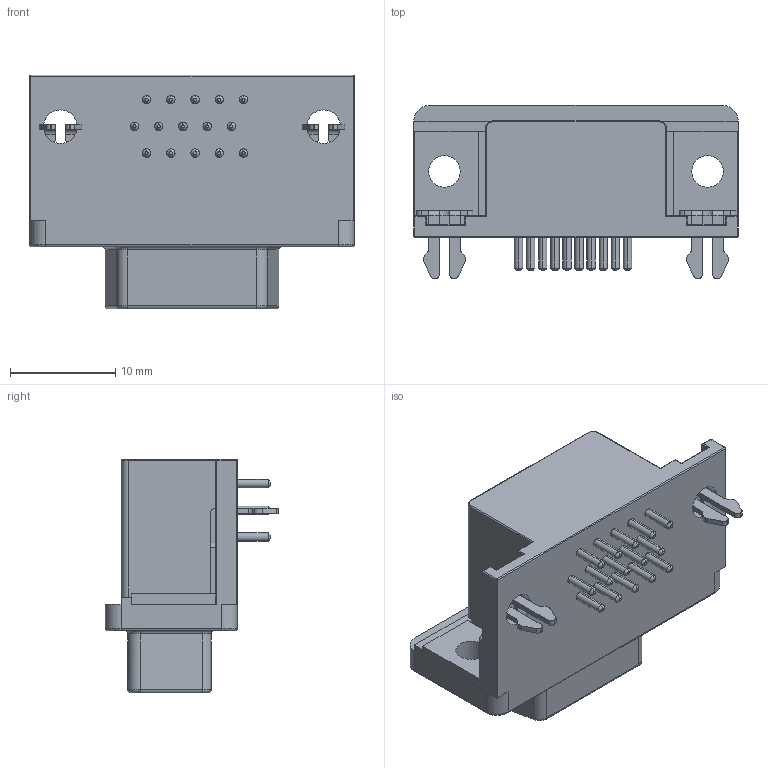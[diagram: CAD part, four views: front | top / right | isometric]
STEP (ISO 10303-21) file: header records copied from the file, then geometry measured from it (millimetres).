
FILE_DESCRIPTION(('FreeCAD Model'),'2;1');
FILE_NAME('VGAblack.step', '2020-10-24T17:33:25',('Author'),(''), 'Open CASCADE STEP processor 7.3','FreeCAD','Unknown');
FILE_SCHEMA(('AUTOMOTIVE_DESIGN { 1 0 10303 214 1 1 1 1 }'));
Length unit declared in the file: millimetre
Products named in the file (1): HDL_15-SL-B
Bounding box: 30.8 x 16.47 x 22.2 mm (x, y, z)
Volume: 4387.2 mm3; surface area: 3761.9 mm2
Topology: 1 solids, 1 shells, 366 faces, 871 edges, 535 vertices
Faces by surface type: cylinder 152, plane 130, torus 50, cone 30, sphere 4
Entity records: 25425 total; most frequent: CARTESIAN_POINT 4967, DIRECTION 3575, LINE 1914, VECTOR 1914, ORIENTED_EDGE 1734, PCURVE 1734, DEFINITIONAL_REPRESENTATION 1734, EDGE_CURVE 867
